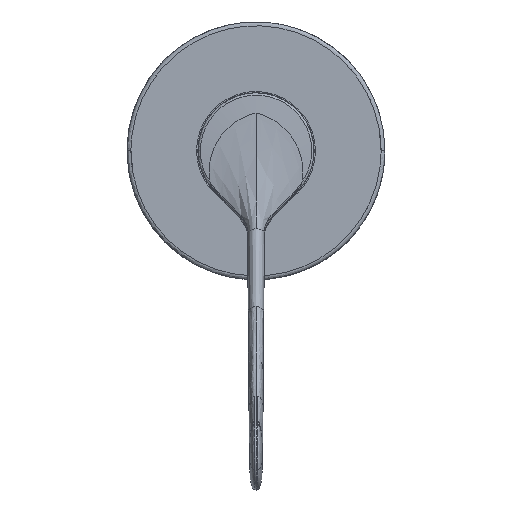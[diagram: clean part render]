
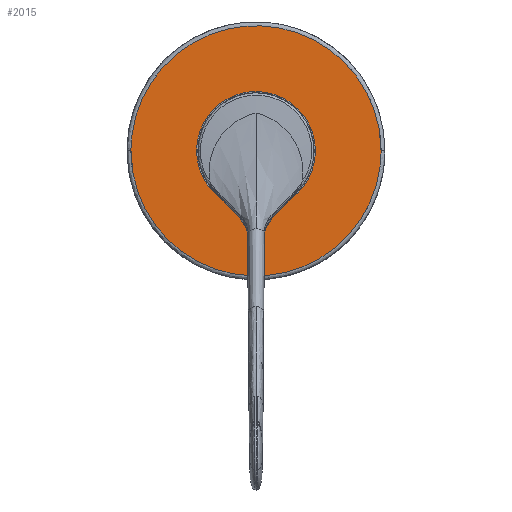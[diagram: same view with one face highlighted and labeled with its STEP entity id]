
A CAD part, front view. The second image highlights one B-rep face of the part: STEP entity #2015.
In plain terms, the highlighted face is planar.
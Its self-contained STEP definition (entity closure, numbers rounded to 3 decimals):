
#2015=ADVANCED_FACE('',(#3786,#2121),#26780,.T.);
#2121=FACE_BOUND('',#5555,.T.);
#3786=FACE_OUTER_BOUND('',#5554,.T.);
#5554=EDGE_LOOP('',(#14055,#14056));
#5555=EDGE_LOOP('',(#14057,#14058));
#14055=ORIENTED_EDGE('',*,*,#18349,.T.);
#14056=ORIENTED_EDGE('',*,*,#18353,.T.);
#14057=ORIENTED_EDGE('',*,*,#18359,.T.);
#14058=ORIENTED_EDGE('',*,*,#18345,.T.);
#18345=EDGE_CURVE('',#25314,#25315,#22621,.T.);
#18349=EDGE_CURVE('',#25316,#25317,#22623,.T.);
#18353=EDGE_CURVE('',#25317,#25316,#22627,.T.);
#18359=EDGE_CURVE('',#25315,#25314,#22631,.T.);
#22621=(
BOUNDED_CURVE()
B_SPLINE_CURVE(2,(#77674,#77675,#77676,#77677,#77678),.UNSPECIFIED.,.F.,
 .F.)
B_SPLINE_CURVE_WITH_KNOTS((3,2,3),(0.,36.128,72.257),
 .UNSPECIFIED.)
CURVE()
GEOMETRIC_REPRESENTATION_ITEM()
RATIONAL_B_SPLINE_CURVE((1.,0.707,1.,0.707,1.))
REPRESENTATION_ITEM('')
);
#22623=(
BOUNDED_CURVE()
B_SPLINE_CURVE(2,(#77688,#77689,#77690,#77691,#77692),.UNSPECIFIED.,.F.,
 .F.)
B_SPLINE_CURVE_WITH_KNOTS((3,2,3),(0.,76.184,152.367),
 .UNSPECIFIED.)
CURVE()
GEOMETRIC_REPRESENTATION_ITEM()
RATIONAL_B_SPLINE_CURVE((1.,0.707,1.,0.707,1.))
REPRESENTATION_ITEM('')
);
#22627=(
BOUNDED_CURVE()
B_SPLINE_CURVE(2,(#77704,#77705,#77706,#77707,#77708),.UNSPECIFIED.,.F.,
 .F.)
B_SPLINE_CURVE_WITH_KNOTS((3,2,3),(0.,76.184,152.367),
 .UNSPECIFIED.)
CURVE()
GEOMETRIC_REPRESENTATION_ITEM()
RATIONAL_B_SPLINE_CURVE((1.,0.707,1.,0.707,1.))
REPRESENTATION_ITEM('')
);
#22631=(
BOUNDED_CURVE()
B_SPLINE_CURVE(2,(#77728,#77729,#77730,#77731,#77732),.UNSPECIFIED.,.F.,
 .F.)
B_SPLINE_CURVE_WITH_KNOTS((3,2,3),(0.,36.128,72.257),
 .UNSPECIFIED.)
CURVE()
GEOMETRIC_REPRESENTATION_ITEM()
RATIONAL_B_SPLINE_CURVE((1.,0.707,1.,0.707,1.))
REPRESENTATION_ITEM('')
);
#25314=VERTEX_POINT('',#77588);
#25315=VERTEX_POINT('',#77589);
#25316=VERTEX_POINT('',#77590);
#25317=VERTEX_POINT('',#77591);
#26780=PLANE('',#28126);
#28126=AXIS2_PLACEMENT_3D('',#77408,#29185,$);
#29185=DIRECTION('',(0.,1.,0.));
#77408=CARTESIAN_POINT('',(58.37,3.5,58.37));
#77588=CARTESIAN_POINT('',(23.,3.5,0.));
#77589=CARTESIAN_POINT('',(-23.,3.5,0.));
#77590=CARTESIAN_POINT('',(0.,3.5,48.5));
#77591=CARTESIAN_POINT('',(0.,3.5,-48.5));
#77674=CARTESIAN_POINT('',(23.,3.5,0.));
#77675=CARTESIAN_POINT('',(23.,3.5,23.));
#77676=CARTESIAN_POINT('',(0.,3.5,23.));
#77677=CARTESIAN_POINT('',(-23.,3.5,23.));
#77678=CARTESIAN_POINT('',(-23.,3.5,0.));
#77688=CARTESIAN_POINT('',(0.,3.5,48.5));
#77689=CARTESIAN_POINT('',(48.5,3.5,48.5));
#77690=CARTESIAN_POINT('',(48.5,3.5,0.));
#77691=CARTESIAN_POINT('',(48.5,3.5,-48.5));
#77692=CARTESIAN_POINT('',(0.,3.5,-48.5));
#77704=CARTESIAN_POINT('',(0.,3.5,-48.5));
#77705=CARTESIAN_POINT('',(-48.5,3.5,-48.5));
#77706=CARTESIAN_POINT('',(-48.5,3.5,0.));
#77707=CARTESIAN_POINT('',(-48.5,3.5,48.5));
#77708=CARTESIAN_POINT('',(0.,3.5,48.5));
#77728=CARTESIAN_POINT('',(-23.,3.5,0.));
#77729=CARTESIAN_POINT('',(-23.,3.5,-23.));
#77730=CARTESIAN_POINT('',(0.,3.5,-23.));
#77731=CARTESIAN_POINT('',(23.,3.5,-23.));
#77732=CARTESIAN_POINT('',(23.,3.5,0.));
